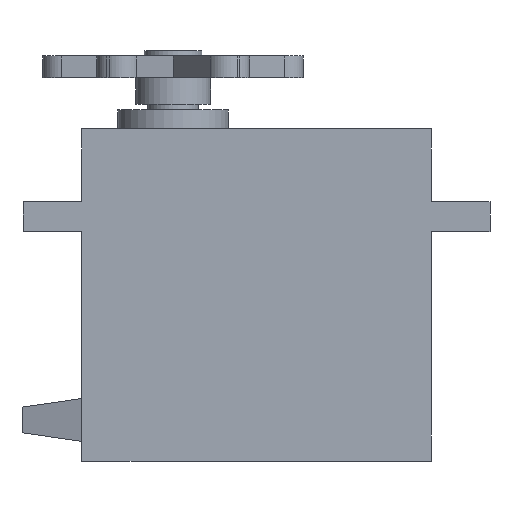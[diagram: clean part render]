
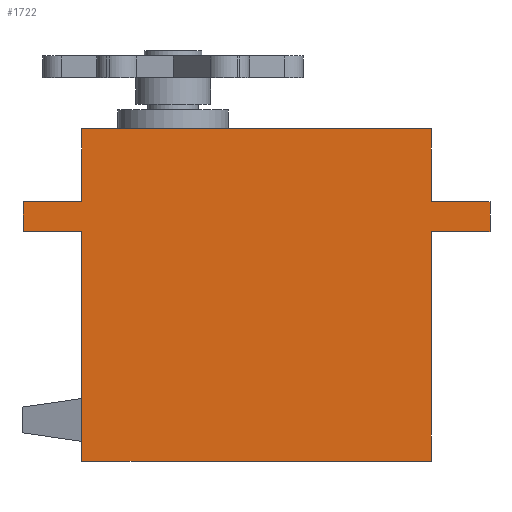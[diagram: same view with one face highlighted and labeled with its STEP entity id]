
A CAD part, front view. The second image highlights one B-rep face of the part: STEP entity #1722.
In plain terms, the highlighted planar face has unit normal (0, -1, 0).
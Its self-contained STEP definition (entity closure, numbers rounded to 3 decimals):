
#106=PLANE('',#1854);
#163=FACE_OUTER_BOUND('',#268,.T.);
#268=EDGE_LOOP('',(#1310,#1311,#1312,#1313,#1314,#1315,#1316,#1317,#1318,
#1319,#1320,#1321));
#393=LINE('',#2582,#549);
#410=LINE('',#2616,#566);
#411=LINE('',#2619,#567);
#416=LINE('',#2628,#572);
#417=LINE('',#2631,#573);
#423=LINE('',#2643,#579);
#425=LINE('',#2649,#581);
#429=LINE('',#2655,#585);
#430=LINE('',#2657,#586);
#434=LINE('',#2664,#590);
#437=LINE('',#2671,#593);
#439=LINE('',#2674,#595);
#549=VECTOR('',#2067,10.);
#566=VECTOR('',#2096,10.);
#567=VECTOR('',#2099,10.);
#572=VECTOR('',#2106,10.);
#573=VECTOR('',#2109,10.);
#579=VECTOR('',#2117,10.);
#581=VECTOR('',#2121,10.);
#585=VECTOR('',#2127,10.);
#586=VECTOR('',#2130,10.);
#590=VECTOR('',#2136,10.);
#593=VECTOR('',#2143,10.);
#595=VECTOR('',#2147,10.);
#790=VERTEX_POINT('',#2578);
#792=VERTEX_POINT('',#2581);
#803=VERTEX_POINT('',#2614);
#804=VERTEX_POINT('',#2618);
#807=VERTEX_POINT('',#2626);
#808=VERTEX_POINT('',#2630);
#811=VERTEX_POINT('',#2637);
#813=VERTEX_POINT('',#2641);
#814=VERTEX_POINT('',#2645);
#816=VERTEX_POINT('',#2648);
#819=VERTEX_POINT('',#2662);
#821=VERTEX_POINT('',#2670);
#961=EDGE_CURVE('',#792,#790,#393,.T.);
#978=EDGE_CURVE('',#803,#790,#410,.T.);
#979=EDGE_CURVE('',#804,#792,#411,.T.);
#984=EDGE_CURVE('',#803,#807,#416,.T.);
#985=EDGE_CURVE('',#808,#804,#417,.T.);
#991=EDGE_CURVE('',#811,#813,#423,.T.);
#993=EDGE_CURVE('',#816,#814,#425,.T.);
#997=EDGE_CURVE('',#816,#807,#429,.T.);
#998=EDGE_CURVE('',#813,#808,#430,.T.);
#1002=EDGE_CURVE('',#819,#814,#434,.T.);
#1005=EDGE_CURVE('',#821,#811,#437,.T.);
#1007=EDGE_CURVE('',#819,#821,#439,.T.);
#1310=ORIENTED_EDGE('',*,*,#1005,.T.);
#1311=ORIENTED_EDGE('',*,*,#991,.T.);
#1312=ORIENTED_EDGE('',*,*,#998,.T.);
#1313=ORIENTED_EDGE('',*,*,#985,.T.);
#1314=ORIENTED_EDGE('',*,*,#979,.T.);
#1315=ORIENTED_EDGE('',*,*,#961,.T.);
#1316=ORIENTED_EDGE('',*,*,#978,.F.);
#1317=ORIENTED_EDGE('',*,*,#984,.T.);
#1318=ORIENTED_EDGE('',*,*,#997,.F.);
#1319=ORIENTED_EDGE('',*,*,#993,.T.);
#1320=ORIENTED_EDGE('',*,*,#1002,.F.);
#1321=ORIENTED_EDGE('',*,*,#1007,.T.);
#1722=ADVANCED_FACE('',(#163),#106,.T.);
#1854=AXIS2_PLACEMENT_3D('',#2673,#2145,#2146);
#2067=DIRECTION('',(-1.,0.,0.));
#2096=DIRECTION('',(0.,0.,1.));
#2099=DIRECTION('',(0.,0.,1.));
#2106=DIRECTION('',(-1.,0.,0.));
#2109=DIRECTION('',(-1.,0.,0.));
#2117=DIRECTION('',(1.,0.,0.));
#2121=DIRECTION('',(1.,0.,0.));
#2127=DIRECTION('',(0.,0.,1.));
#2130=DIRECTION('',(0.,0.,1.));
#2136=DIRECTION('',(0.,0.,1.));
#2143=DIRECTION('',(0.,0.,1.));
#2145=DIRECTION('center_axis',(0.,-1.,0.));
#2146=DIRECTION('ref_axis',(1.,0.,0.));
#2147=DIRECTION('',(1.,0.,0.));
#2578=CARTESIAN_POINT('',(-25.,-19.444,38.8));
#2581=CARTESIAN_POINT('',(15.8,-19.444,38.8));
#2582=CARTESIAN_POINT('',(-25.,-19.444,38.8));
#2614=CARTESIAN_POINT('',(-25.,-19.444,30.3));
#2616=CARTESIAN_POINT('',(-25.,-19.444,30.3));
#2618=CARTESIAN_POINT('',(15.8,-19.444,30.3));
#2619=CARTESIAN_POINT('',(15.8,-19.444,30.3));
#2626=CARTESIAN_POINT('',(-31.85,-19.444,30.3));
#2628=CARTESIAN_POINT('',(-31.85,-19.444,30.3));
#2630=CARTESIAN_POINT('',(22.65,-19.444,30.3));
#2631=CARTESIAN_POINT('',(-31.85,-19.444,30.3));
#2637=CARTESIAN_POINT('',(15.8,-19.444,26.8));
#2641=CARTESIAN_POINT('',(22.65,-19.444,26.8));
#2643=CARTESIAN_POINT('',(-31.85,-19.444,26.8));
#2645=CARTESIAN_POINT('',(-25.,-19.444,26.8));
#2648=CARTESIAN_POINT('',(-31.85,-19.444,26.8));
#2649=CARTESIAN_POINT('',(-31.85,-19.444,26.8));
#2655=CARTESIAN_POINT('',(-31.85,-19.444,26.8));
#2657=CARTESIAN_POINT('',(22.65,-19.444,26.8));
#2662=CARTESIAN_POINT('',(-25.,-19.444,0.));
#2664=CARTESIAN_POINT('',(-25.,-19.444,0.));
#2670=CARTESIAN_POINT('',(15.8,-19.444,0.));
#2671=CARTESIAN_POINT('',(15.8,-19.444,0.));
#2673=CARTESIAN_POINT('Origin',(-4.6,-19.444,0.));
#2674=CARTESIAN_POINT('',(-25.,-19.444,0.));
